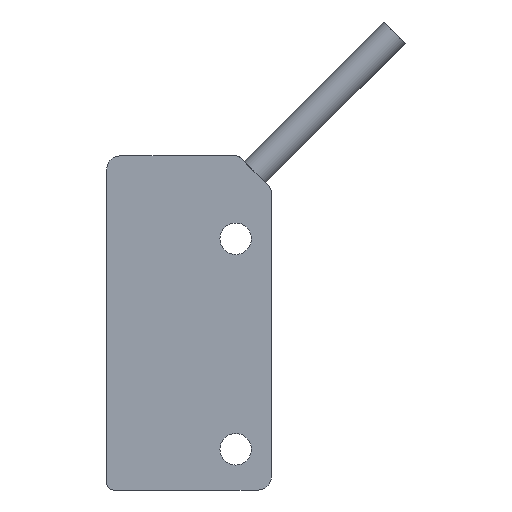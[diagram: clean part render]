
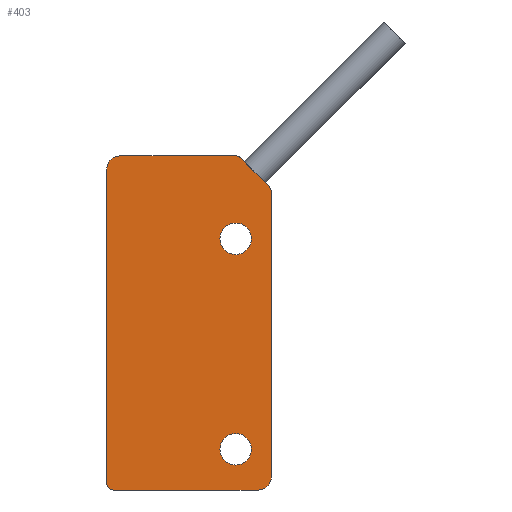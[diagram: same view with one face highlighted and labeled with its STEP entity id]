
A CAD part, front view. The second image highlights one B-rep face of the part: STEP entity #403.
In plain terms, the highlighted planar face has unit normal (0, -1, 0).
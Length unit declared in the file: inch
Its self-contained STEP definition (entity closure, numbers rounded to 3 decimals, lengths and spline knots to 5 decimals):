
#1=DIRECTION('',(-1.,0.,0.));
#2=VECTOR('',#1,0.43307);
#3=CARTESIAN_POINT('',(0.45276,0.,0.));
#4=LINE('',#3,#2);
#5=DIRECTION('',(0.,0.,1.));
#6=VECTOR('',#5,0.94094);
#7=CARTESIAN_POINT('',(0.,0.,0.01969));
#8=LINE('',#7,#6);
#9=DIRECTION('',(1.,0.,0.));
#10=VECTOR('',#9,0.34736);
#11=CARTESIAN_POINT('',(0.03937,0.,1.));
#12=LINE('',#11,#10);
#13=DIRECTION('',(0.707,0.,-0.707));
#14=VECTOR('',#13,0.12122);
#15=CARTESIAN_POINT('',(0.40065,0.,0.99423));
#16=LINE('',#15,#14);
#17=DIRECTION('',(0.,0.,-1.));
#18=VECTOR('',#17,0.85523);
#19=CARTESIAN_POINT('',(0.49213,0.,0.8946));
#20=LINE('',#19,#18);
#21=CARTESIAN_POINT('',(0.38583,0.,0.12205));
#22=DIRECTION('',(0.,1.,0.));
#23=DIRECTION('',(1.,0.,0.));
#24=AXIS2_PLACEMENT_3D('',#21,#22,#23);
#26=CARTESIAN_POINT('',(0.38583,0.,0.12205));
#27=DIRECTION('',(0.,1.,0.));
#28=DIRECTION('',(-1.,0.,0.));
#29=AXIS2_PLACEMENT_3D('',#26,#27,#28);
#31=CARTESIAN_POINT('',(0.38583,0.,0.75197));
#32=DIRECTION('',(0.,1.,0.));
#33=DIRECTION('',(1.,0.,0.));
#34=AXIS2_PLACEMENT_3D('',#31,#32,#33);
#36=CARTESIAN_POINT('',(0.38583,0.,0.75197));
#37=DIRECTION('',(0.,1.,0.));
#38=DIRECTION('',(-1.,0.,0.));
#39=AXIS2_PLACEMENT_3D('',#36,#37,#38);
#54=CARTESIAN_POINT('',(0.45276,0.,0.03937));
#55=DIRECTION('',(0.,-1.,0.));
#56=DIRECTION('',(0.,0.,-1.));
#57=AXIS2_PLACEMENT_3D('',#54,#55,#56);
#72=CARTESIAN_POINT('',(0.47244,0.,0.8946));
#73=DIRECTION('',(0.,-1.,0.));
#74=DIRECTION('',(1.,0.,0.));
#75=AXIS2_PLACEMENT_3D('',#72,#73,#74);
#100=CARTESIAN_POINT('',(0.38673,0.,0.98031));
#101=DIRECTION('',(0.,-1.,0.));
#102=DIRECTION('',(0.707,0.,0.707));
#103=AXIS2_PLACEMENT_3D('',#100,#101,#102);
#118=CARTESIAN_POINT('',(0.03937,0.,0.96063));
#119=DIRECTION('',(0.,-1.,0.));
#120=DIRECTION('',(0.,0.,1.));
#121=AXIS2_PLACEMENT_3D('',#118,#119,#120);
#146=CARTESIAN_POINT('',(0.01969,0.,0.01969));
#147=DIRECTION('',(0.,-1.,0.));
#148=DIRECTION('',(-1.,0.,0.));
#149=AXIS2_PLACEMENT_3D('',#146,#147,#148);
#288=CARTESIAN_POINT('',(0.43307,0.,0.12205));
#289=CARTESIAN_POINT('',(0.33858,0.,0.12205));
#290=VERTEX_POINT('',#288);
#291=VERTEX_POINT('',#289);
#292=CARTESIAN_POINT('',(0.43307,0.,0.75197));
#293=CARTESIAN_POINT('',(0.33858,0.,0.75197));
#294=VERTEX_POINT('',#292);
#295=VERTEX_POINT('',#293);
#305=CARTESIAN_POINT('',(0.38673,0.,1.));
#307=VERTEX_POINT('',#305);
#310=CARTESIAN_POINT('',(0.40065,0.,0.99423));
#311=VERTEX_POINT('',#310);
#313=CARTESIAN_POINT('',(0.48636,0.,0.90852));
#315=VERTEX_POINT('',#313);
#318=CARTESIAN_POINT('',(0.49213,0.,0.8946));
#319=VERTEX_POINT('',#318);
#321=CARTESIAN_POINT('',(0.01969,0.,0.));
#323=VERTEX_POINT('',#321);
#326=CARTESIAN_POINT('',(0.,0.,0.01969));
#327=VERTEX_POINT('',#326);
#329=CARTESIAN_POINT('',(0.49213,0.,0.03937));
#331=VERTEX_POINT('',#329);
#334=CARTESIAN_POINT('',(0.45276,0.,0.));
#335=VERTEX_POINT('',#334);
#337=CARTESIAN_POINT('',(0.,0.,0.96063));
#339=VERTEX_POINT('',#337);
#342=CARTESIAN_POINT('',(0.03937,0.,1.));
#343=VERTEX_POINT('',#342);
#364=CARTESIAN_POINT('',(0.,0.,0.));
#365=DIRECTION('',(0.,1.,0.));
#366=DIRECTION('',(1.,0.,0.));
#367=AXIS2_PLACEMENT_3D('',#364,#365,#366);
#368=PLANE('',#367);
#370=ORIENTED_EDGE('',*,*,#369,.F.);
#372=ORIENTED_EDGE('',*,*,#371,.T.);
#374=ORIENTED_EDGE('',*,*,#373,.F.);
#376=ORIENTED_EDGE('',*,*,#375,.T.);
#378=ORIENTED_EDGE('',*,*,#377,.F.);
#380=ORIENTED_EDGE('',*,*,#379,.T.);
#382=ORIENTED_EDGE('',*,*,#381,.F.);
#384=ORIENTED_EDGE('',*,*,#383,.T.);
#386=ORIENTED_EDGE('',*,*,#385,.F.);
#388=ORIENTED_EDGE('',*,*,#387,.T.);
#389=EDGE_LOOP('',(#370,#372,#374,#376,#378,#380,#382,#384,#386,#388));
#390=FACE_OUTER_BOUND('',#389,.F.);
#392=ORIENTED_EDGE('',*,*,#391,.F.);
#394=ORIENTED_EDGE('',*,*,#393,.F.);
#395=EDGE_LOOP('',(#392,#394));
#396=FACE_BOUND('',#395,.F.);
#398=ORIENTED_EDGE('',*,*,#397,.F.);
#400=ORIENTED_EDGE('',*,*,#399,.F.);
#401=EDGE_LOOP('',(#398,#400));
#402=FACE_BOUND('',#401,.F.);
#403=ADVANCED_FACE('',(#390,#396,#402),#368,.F.);
#25=CIRCLE('',#24,0.04724);
#30=CIRCLE('',#29,0.04724);
#35=CIRCLE('',#34,0.04724);
#40=CIRCLE('',#39,0.04724);
#58=CIRCLE('',#57,0.03937);
#76=CIRCLE('',#75,0.01969);
#104=CIRCLE('',#103,0.01969);
#122=CIRCLE('',#121,0.03937);
#150=CIRCLE('',#149,0.01969);
#369=EDGE_CURVE('',#335,#331,#58,.T.);
#371=EDGE_CURVE('',#335,#323,#4,.T.);
#373=EDGE_CURVE('',#327,#323,#150,.T.);
#375=EDGE_CURVE('',#327,#339,#8,.T.);
#377=EDGE_CURVE('',#343,#339,#122,.T.);
#379=EDGE_CURVE('',#343,#307,#12,.T.);
#381=EDGE_CURVE('',#311,#307,#104,.T.);
#383=EDGE_CURVE('',#311,#315,#16,.T.);
#385=EDGE_CURVE('',#319,#315,#76,.T.);
#387=EDGE_CURVE('',#319,#331,#20,.T.);
#391=EDGE_CURVE('',#290,#291,#25,.T.);
#393=EDGE_CURVE('',#291,#290,#30,.T.);
#397=EDGE_CURVE('',#294,#295,#35,.T.);
#399=EDGE_CURVE('',#295,#294,#40,.T.);
